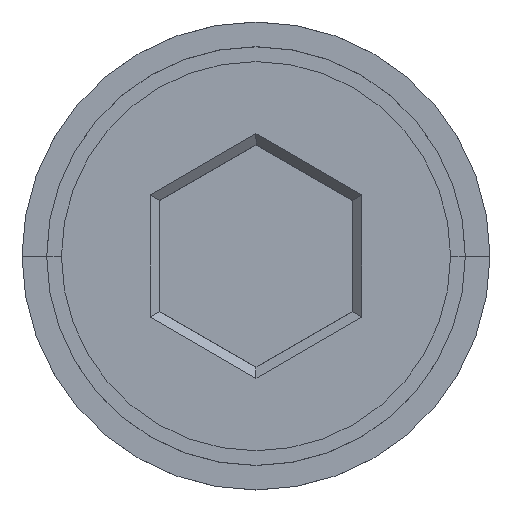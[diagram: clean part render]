
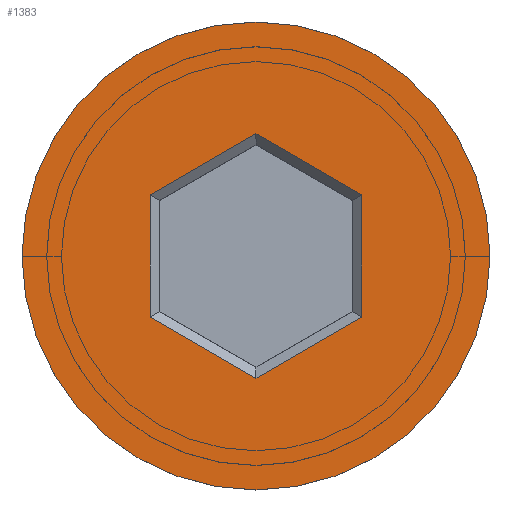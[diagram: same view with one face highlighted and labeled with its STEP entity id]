
A CAD part, top view. The second image highlights one B-rep face of the part: STEP entity #1383.
In plain terms, the highlighted planar face has unit normal (0, 0, 1).
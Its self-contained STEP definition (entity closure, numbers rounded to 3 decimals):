
#12 = PLANE ( 'NONE',  #856 ) ;
#145 = ORIENTED_EDGE ( 'NONE', *, *, #217, .T. ) ;
#148 = CARTESIAN_POINT ( 'NONE',  ( -2.15, 1.126, 0. ) ) ;
#171 = EDGE_CURVE ( 'NONE', #706, #399, #1036, .T. ) ;
#202 = VECTOR ( 'NONE', #896, 1000. ) ;
#213 = EDGE_CURVE ( 'NONE', #757, #965, #1179, .T. ) ;
#217 = EDGE_CURVE ( 'NONE', #287, #477, #801, .T. ) ;
#235 = CARTESIAN_POINT ( 'NONE',  ( -2.15, -1.241, 0. ) ) ;
#271 = AXIS2_PLACEMENT_3D ( 'NONE', #630, #522, #1093 ) ;
#272 = ORIENTED_EDGE ( 'NONE', *, *, #996, .T. ) ;
#287 = VERTEX_POINT ( 'NONE', #611 ) ;
#289 = CARTESIAN_POINT ( 'NONE',  ( 2.15, 1.241, 0. ) ) ;
#291 = ORIENTED_EDGE ( 'NONE', *, *, #736, .T. ) ;
#303 = EDGE_CURVE ( 'NONE', #477, #706, #773, .T. ) ;
#315 = DIRECTION ( 'NONE',  ( 0., -1., 0. ) ) ;
#358 = EDGE_LOOP ( 'NONE', ( #501, #1405, #291, #272, #680, #145 ) ) ;
#399 = VERTEX_POINT ( 'NONE', #502 ) ;
#455 = DIRECTION ( 'NONE',  ( 0., 0., 1. ) ) ;
#475 = FACE_OUTER_BOUND ( 'NONE', #777, .T. ) ;
#477 = VERTEX_POINT ( 'NONE', #1288 ) ;
#496 = DIRECTION ( 'NONE',  ( -0.866, 0.5, 0. ) ) ;
#498 = EDGE_CURVE ( 'NONE', #965, #757, #660, .T. ) ;
#501 = ORIENTED_EDGE ( 'NONE', *, *, #303, .T. ) ;
#502 = CARTESIAN_POINT ( 'NONE',  ( -2.15, 1.241, 0. ) ) ;
#520 = VERTEX_POINT ( 'NONE', #289 ) ;
#522 = DIRECTION ( 'NONE',  ( 0., 0., 1. ) ) ;
#534 = CARTESIAN_POINT ( 'NONE',  ( -4.75, 0., 0. ) ) ;
#560 = LINE ( 'NONE', #648, #1017 ) ;
#582 = CARTESIAN_POINT ( 'NONE',  ( 2.15, -1.126, 0. ) ) ;
#611 = CARTESIAN_POINT ( 'NONE',  ( 2.15, -1.241, 0. ) ) ;
#630 = CARTESIAN_POINT ( 'NONE',  ( 0., 0., 0. ) ) ;
#646 = CARTESIAN_POINT ( 'NONE',  ( 0., 0., 0. ) ) ;
#648 = CARTESIAN_POINT ( 'NONE',  ( 2.05, 1.299, 0. ) ) ;
#660 = CIRCLE ( 'NONE', #271, 4.75 ) ;
#680 = ORIENTED_EDGE ( 'NONE', *, *, #1436, .T. ) ;
#694 = CARTESIAN_POINT ( 'NONE',  ( 4.75, 0., 0. ) ) ;
#697 = FACE_BOUND ( 'NONE', #358, .T. ) ;
#706 = VERTEX_POINT ( 'NONE', #235 ) ;
#736 = EDGE_CURVE ( 'NONE', #399, #1242, #1169, .T. ) ;
#757 = VERTEX_POINT ( 'NONE', #694 ) ;
#764 = VECTOR ( 'NONE', #496, 1000. ) ;
#773 = LINE ( 'NONE', #1167, #764 ) ;
#777 = EDGE_LOOP ( 'NONE', ( #988, #870 ) ) ;
#788 = DIRECTION ( 'NONE',  ( 1., 0., 0. ) ) ;
#801 = LINE ( 'NONE', #1142, #202 ) ;
#856 = AXIS2_PLACEMENT_3D ( 'NONE', #646, #1348, #869 ) ;
#869 = DIRECTION ( 'NONE',  ( 1., 0., 0. ) ) ;
#870 = ORIENTED_EDGE ( 'NONE', *, *, #498, .T. ) ;
#896 = DIRECTION ( 'NONE',  ( -0.866, -0.5, 0. ) ) ;
#927 = DIRECTION ( 'NONE',  ( 0.866, 0.5, 0. ) ) ;
#965 = VERTEX_POINT ( 'NONE', #534 ) ;
#988 = ORIENTED_EDGE ( 'NONE', *, *, #213, .T. ) ;
#996 = EDGE_CURVE ( 'NONE', #1242, #520, #560, .T. ) ;
#1017 = VECTOR ( 'NONE', #1215, 1000. ) ;
#1036 = LINE ( 'NONE', #148, #1269 ) ;
#1090 = AXIS2_PLACEMENT_3D ( 'NONE', #1233, #455, #788 ) ;
#1093 = DIRECTION ( 'NONE',  ( 1., 0., 0. ) ) ;
#1117 = VECTOR ( 'NONE', #315, 1000. ) ;
#1130 = DIRECTION ( 'NONE',  ( 0., 1., 0. ) ) ;
#1133 = VECTOR ( 'NONE', #927, 1000. ) ;
#1142 = CARTESIAN_POINT ( 'NONE',  ( 0.1, -2.425, 0. ) ) ;
#1147 = CARTESIAN_POINT ( 'NONE',  ( -0.1, 2.425, 0. ) ) ;
#1167 = CARTESIAN_POINT ( 'NONE',  ( -2.05, -1.299, 0. ) ) ;
#1169 = LINE ( 'NONE', #1147, #1133 ) ;
#1179 = CIRCLE ( 'NONE', #1090, 4.75 ) ;
#1194 = CARTESIAN_POINT ( 'NONE',  ( 0., 2.483, 0. ) ) ;
#1215 = DIRECTION ( 'NONE',  ( 0.866, -0.5, 0. ) ) ;
#1233 = CARTESIAN_POINT ( 'NONE',  ( 0., 0., 0. ) ) ;
#1242 = VERTEX_POINT ( 'NONE', #1194 ) ;
#1269 = VECTOR ( 'NONE', #1130, 1000. ) ;
#1288 = CARTESIAN_POINT ( 'NONE',  ( 0., -2.483, 0. ) ) ;
#1310 = LINE ( 'NONE', #582, #1117 ) ;
#1348 = DIRECTION ( 'NONE',  ( 0., 0., 1. ) ) ;
#1383 = ADVANCED_FACE ( 'NONE', ( #697, #475 ), #12, .T. ) ;
#1405 = ORIENTED_EDGE ( 'NONE', *, *, #171, .T. ) ;
#1436 = EDGE_CURVE ( 'NONE', #520, #287, #1310, .T. ) ;
